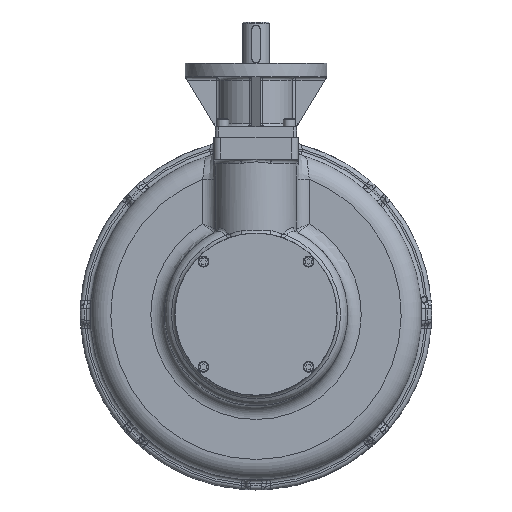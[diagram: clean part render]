
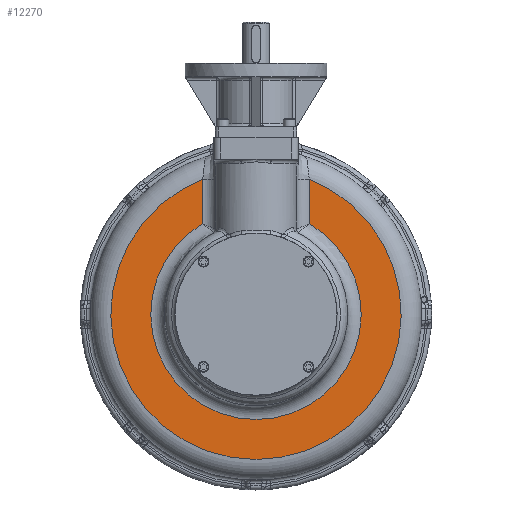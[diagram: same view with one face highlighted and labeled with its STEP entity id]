
A CAD part, top view. The second image highlights one B-rep face of the part: STEP entity #12270.
In plain terms, the highlighted planar face has unit normal (0, 0, 1).
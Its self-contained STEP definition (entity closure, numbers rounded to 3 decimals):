
#1181=PLANE('',#17048);
#1744=LINE('',#29624,#2320);
#1745=LINE('',#29628,#2321);
#2320=VECTOR('',#20360,1000.);
#2321=VECTOR('',#20363,1000.);
#4847=ORIENTED_EDGE('',*,*,#7299,.T.);
#4848=ORIENTED_EDGE('',*,*,#7300,.T.);
#4849=ORIENTED_EDGE('',*,*,#7301,.T.);
#4850=ORIENTED_EDGE('',*,*,#7302,.T.);
#7299=EDGE_CURVE('',#8914,#8915,#9559,.T.);
#7300=EDGE_CURVE('',#8915,#8916,#1744,.F.);
#7301=EDGE_CURVE('',#8916,#8917,#9560,.F.);
#7302=EDGE_CURVE('',#8917,#8914,#1745,.T.);
#8914=VERTEX_POINT('',#29622);
#8915=VERTEX_POINT('',#29623);
#8916=VERTEX_POINT('',#29625);
#8917=VERTEX_POINT('',#29627);
#9559=CIRCLE('',#17049,155.789);
#9560=CIRCLE('',#17050,215.);
#10489=EDGE_LOOP('',(#4847,#4848,#4849,#4850));
#11383=FACE_BOUND('',#10489,.T.);
#12270=ADVANCED_FACE('',(#11383),#1181,.F.);
#17048=AXIS2_PLACEMENT_3D('',#29620,#20356,#20357);
#17049=AXIS2_PLACEMENT_3D('',#29621,#20358,#20359);
#17050=AXIS2_PLACEMENT_3D('',#29626,#20361,#20362);
#20356=DIRECTION('',(0.,0.,-1.));
#20357=DIRECTION('',(1.,0.,0.));
#20358=DIRECTION('',(0.,0.,-1.));
#20359=DIRECTION('',(1.,0.,0.));
#20360=DIRECTION('',(0.,-1.,0.));
#20361=DIRECTION('',(0.,0.,-1.));
#20362=DIRECTION('',(1.,0.,0.));
#20363=DIRECTION('',(0.,-1.,0.));
#29620=CARTESIAN_POINT('',(0.,-236.475,-3.3));
#29621=CARTESIAN_POINT('',(0.,-236.475,-3.3));
#29622=CARTESIAN_POINT('',(79.26,-102.355,-3.3));
#29623=CARTESIAN_POINT('',(-79.26,-102.355,-3.3));
#29624=CARTESIAN_POINT('',(-79.26,-30.31,-3.3));
#29625=CARTESIAN_POINT('',(-79.26,-36.618,-3.3));
#29626=CARTESIAN_POINT('',(0.,-236.475,-3.3));
#29627=CARTESIAN_POINT('',(79.26,-36.618,-3.3));
#29628=CARTESIAN_POINT('',(79.26,-114.391,-3.3));
